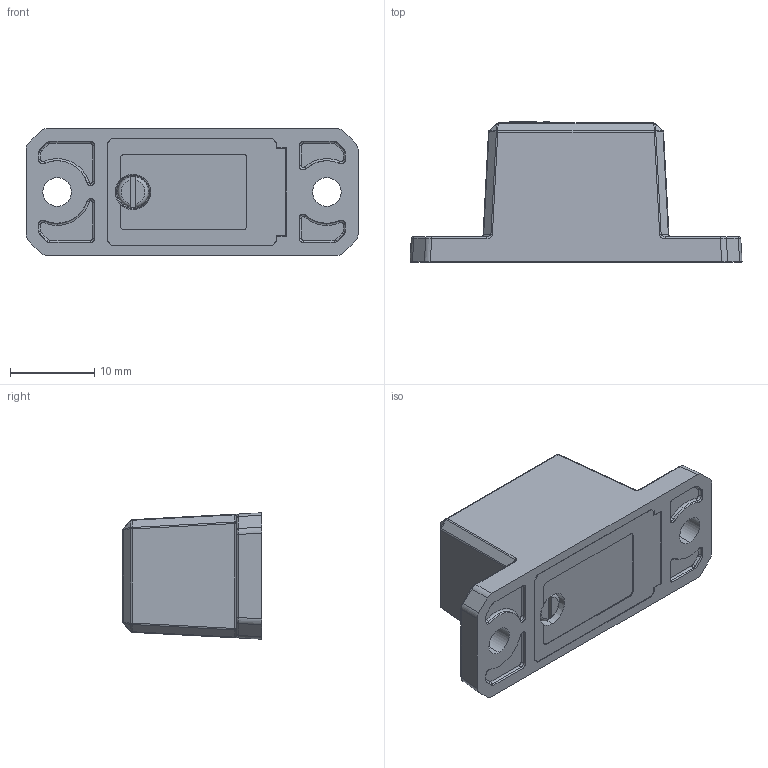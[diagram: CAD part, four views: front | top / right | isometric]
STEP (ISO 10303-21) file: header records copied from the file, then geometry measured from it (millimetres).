
FILE_DESCRIPTION (( 'STEP AP214' ), '1' );
FILE_NAME ('REV-31-1505.STEP', '2018-05-09T20:58:43', ( '' ), ( '' ), 'SwSTEP 2.0', 'SolidWorks 2017', '' );
FILE_SCHEMA (( 'AUTOMOTIVE_DESIGN' ));
Length unit declared in the file: millimetre
Products named in the file (11): range sensor stacked v1.1; S4B-PH-K-S; range sensor combined v1.1; REV-31-1505; cheese slotted head_ks_KS 1021 CS - M2 x 12-N; range sensor sensor board v1.1; range sensor conector board v1.1; REV-40-1515; REV-40-1516; REV-41-1532
Assembly tree (10 placements, depth 4):
  REV-31-1505
    REV-40-1515
    range sensor stacked v1.1
      range sensor sensor board v1.1
        range sensor sensor board v1.1
      range sensor combined v1.1
        range sensor conector board v1.1
        S4B-PH-K-S
      REV-41-1532
    REV-40-1516
    cheese slotted head_ks_KS 1021 CS - M2 x 12-N
Bounding box: 39.4 x 16.6 x 15 mm (x, y, z)
Volume: 3606.4 mm3; surface area: 6091.8 mm2
Topology: 7 solids, 7 shells, 777 faces, 2040 edges, 1298 vertices
Faces by surface type: plane 360, cylinder 234, bspline 97, cone 32, sphere 28, torus 26
Entity records: 27768 total; most frequent: CARTESIAN_POINT 6574, ORIENTED_EDGE 4076, DIRECTION 3654, EDGE_CURVE 2038, VERTEX_POINT 1298, AXIS2_PLACEMENT_3D 1219, LINE 1216, VECTOR 1216
